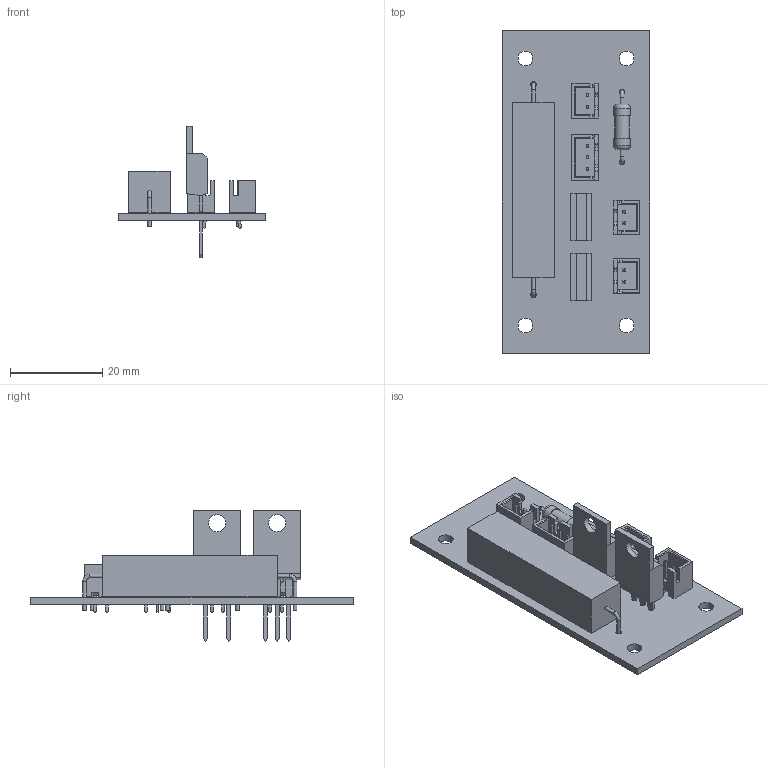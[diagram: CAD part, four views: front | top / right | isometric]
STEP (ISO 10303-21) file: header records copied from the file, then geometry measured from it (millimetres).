
FILE_DESCRIPTION(('KiCad electronic assembly'),'2;1');
FILE_NAME('board.step','2025-01-30T09:56:51',('Pcbnew'),('Kicad'), 'Open CASCADE STEP processor 7.8','KiCad to STEP converter','Unknown' );
FILE_SCHEMA(('AUTOMOTIVE_DESIGN { 1 0 10303 214 1 1 1 1 }'));
Length unit declared in the file: millimetre
Products named in the file (16): board 1; JST_XH_B3B-XH-A_1x03_P2.50mm_Vertical; JST_B3B_XH_A; TO-220-3_Vertical; R_Axial_Power_L38.0mm_W9.0mm_P45.72mm; R_Axial_Power_L380mm_W90mm_P4572mm; JST_XH_B2B-XH-A_1x02_P2.50mm_Vertical; JST_B2B_XH_A; R_Axial_DIN0414_L11.9mm_D4.5mm_P15.24mm_Horizontal; R_Axial_DIN0414_L119mm_D45mm_P1524mm_Horizontal; TO-220-2_Vertical; R_Axial_DIN0411_L9.9mm_D3.6mm_P15.24mm_Horizontal; R_Axial_DIN0411_L99mm_D36mm_P1524mm_Horizontal; _autosave-board_PCB
Assembly tree (17 placements, depth 3):
  board 1
    JST_XH_B3B-XH-A_1x03_P2.50mm_Vertical
      JST_B3B_XH_A
    TO-220-3_Vertical
      TO-220-3_Vertical
    R_Axial_Power_L38.0mm_W9.0mm_P45.72mm
      R_Axial_Power_L380mm_W90mm_P4572mm
    JST_XH_B2B-XH-A_1x02_P2.50mm_Vertical  x3
      JST_B2B_XH_A
    R_Axial_DIN0414_L11.9mm_D4.5mm_P15.24mm_Horizontal
      R_Axial_DIN0414_L119mm_D45mm_P1524mm_Horizontal
    TO-220-2_Vertical
      TO-220-2_Vertical
    R_Axial_DIN0411_L9.9mm_D3.6mm_P15.24mm_Horizontal
      R_Axial_DIN0411_L99mm_D36mm_P1524mm_Horizontal
    _autosave-board_PCB
Bounding box: 32 x 70 x 28.52 mm (x, y, z)
Volume: 8492.8 mm3; surface area: 9693 mm2
Topology: 10 solids, 10 shells, 547 faces, 1433 edges, 934 vertices
Faces by surface type: plane 477, cylinder 60, torus 10
Full cylindrical faces by diameter (mm): 0.8 x12, 0.95 x3, 1 x6, 1.1 x5, 1.2 x6, 3.2 x4, 3.24 x1, 3.6 x2, 3.735 x2, 4.05 x1, 4.5 x2
Entity records: 13856 total; most frequent: CARTESIAN_POINT 1964, ORIENTED_EDGE 1910, DIRECTION 1847, EDGE_CURVE 955, LINE 837, VECTOR 837, VERTEX_POINT 622, AXIS2_PLACEMENT_3D 505
